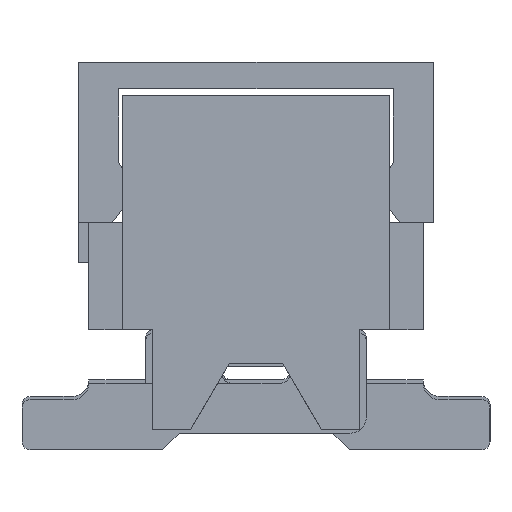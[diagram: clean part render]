
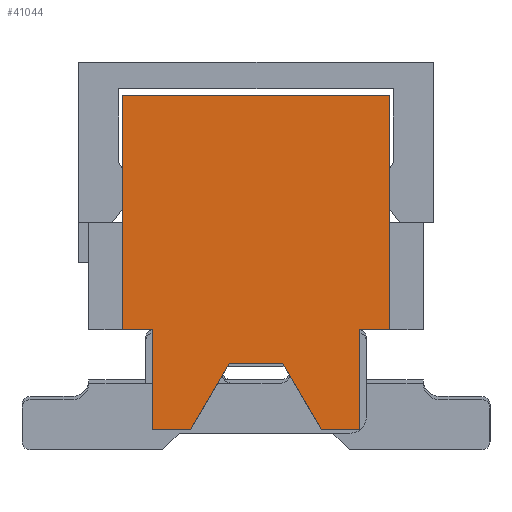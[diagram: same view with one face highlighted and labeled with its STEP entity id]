
A CAD part, left-side view. The second image highlights one B-rep face of the part: STEP entity #41044.
In plain terms, the highlighted planar face has unit normal (-1, 0, 0).
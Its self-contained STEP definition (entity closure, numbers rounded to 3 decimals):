
#5302=ORIENTED_EDGE('',*,*,#11451,.F.);
#5303=ORIENTED_EDGE('',*,*,#12788,.F.);
#5304=ORIENTED_EDGE('',*,*,#12800,.F.);
#5305=ORIENTED_EDGE('',*,*,#12802,.F.);
#5306=ORIENTED_EDGE('',*,*,#12806,.F.);
#5307=ORIENTED_EDGE('',*,*,#12809,.F.);
#5308=ORIENTED_EDGE('',*,*,#12812,.F.);
#5309=ORIENTED_EDGE('',*,*,#12815,.F.);
#5310=ORIENTED_EDGE('',*,*,#12817,.F.);
#5311=ORIENTED_EDGE('',*,*,#12781,.F.);
#5312=ORIENTED_EDGE('',*,*,#11458,.T.);
#5313=ORIENTED_EDGE('',*,*,#12357,.F.);
#5314=ORIENTED_EDGE('',*,*,#12866,.F.);
#5315=ORIENTED_EDGE('',*,*,#12368,.F.);
#11451=EDGE_CURVE('',#15885,#15886,#18696,.T.);
#11458=EDGE_CURVE('',#15891,#15892,#18703,.T.);
#12357=EDGE_CURVE('',#16469,#15892,#19602,.T.);
#12368=EDGE_CURVE('',#15886,#16472,#19613,.T.);
#12781=EDGE_CURVE('',#15891,#16525,#20026,.T.);
#12788=EDGE_CURVE('',#16526,#15885,#20033,.T.);
#12800=EDGE_CURVE('',#16527,#16526,#20045,.T.);
#12802=EDGE_CURVE('',#16528,#16527,#20047,.T.);
#12806=EDGE_CURVE('',#16530,#16528,#20051,.T.);
#12809=EDGE_CURVE('',#16532,#16530,#20054,.T.);
#12812=EDGE_CURVE('',#16533,#16532,#20057,.T.);
#12815=EDGE_CURVE('',#16534,#16533,#20060,.T.);
#12817=EDGE_CURVE('',#16525,#16534,#20062,.T.);
#12866=EDGE_CURVE('',#16472,#16469,#20111,.T.);
#15885=VERTEX_POINT('',#55285);
#15886=VERTEX_POINT('',#55286);
#15891=VERTEX_POINT('',#55300);
#15892=VERTEX_POINT('',#55301);
#16469=VERTEX_POINT('',#57074);
#16472=VERTEX_POINT('',#57089);
#16525=VERTEX_POINT('',#57703);
#16526=VERTEX_POINT('',#57710);
#16527=VERTEX_POINT('',#57728);
#16528=VERTEX_POINT('',#57732);
#16530=VERTEX_POINT('',#57739);
#16532=VERTEX_POINT('',#57745);
#16533=VERTEX_POINT('',#57750);
#16534=VERTEX_POINT('',#57755);
#18696=LINE('',#55284,#22536);
#18703=LINE('',#55299,#22543);
#19602=LINE('',#57073,#23442);
#19613=LINE('',#57088,#23453);
#20026=LINE('',#57702,#23866);
#20033=LINE('',#57711,#23873);
#20045=LINE('',#57729,#23885);
#20047=LINE('',#57733,#23887);
#20051=LINE('',#57740,#23891);
#20054=LINE('',#57746,#23894);
#20057=LINE('',#57751,#23897);
#20060=LINE('',#57756,#23900);
#20062=LINE('',#57759,#23902);
#20111=LINE('',#57835,#23951);
#22536=VECTOR('',#46200,1000.);
#22543=VECTOR('',#46211,1000.);
#23442=VECTOR('',#47704,1000.);
#23453=VECTOR('',#47717,1000.);
#23866=VECTOR('',#48426,1000.);
#23873=VECTOR('',#48433,1000.);
#23885=VECTOR('',#48455,1000.);
#23887=VECTOR('',#48459,1000.);
#23891=VECTOR('',#48465,1000.);
#23894=VECTOR('',#48470,1000.);
#23897=VECTOR('',#48475,1000.);
#23900=VECTOR('',#48480,1000.);
#23902=VECTOR('',#48484,1000.);
#23951=VECTOR('',#48571,1000.);
#25972=EDGE_LOOP('',(#5302,#5303,#5304,#5305,#5306,#5307,#5308,#5309,#5310,
#5311,#5312,#5313,#5314,#5315));
#27573=FACE_BOUND('',#25972,.T.);
#29142=PLANE('',#42752);
#41044=ADVANCED_FACE('',(#27573),#29142,.F.);
#42752=AXIS2_PLACEMENT_3D('',#57834,#48569,#48570);
#46200=DIRECTION('',(0.,0.,1.));
#46211=DIRECTION('',(0.,0.,1.));
#47704=DIRECTION('',(0.,0.,-1.));
#47717=DIRECTION('',(0.,0.,1.));
#48426=DIRECTION('',(0.,1.,0.));
#48433=DIRECTION('',(0.,1.,0.));
#48455=DIRECTION('',(0.,0.,1.));
#48459=DIRECTION('',(0.,1.,0.));
#48465=DIRECTION('',(0.,0.502,-0.865));
#48470=DIRECTION('',(0.,1.,0.));
#48475=DIRECTION('',(0.,0.502,0.865));
#48480=DIRECTION('',(0.,1.,0.));
#48484=DIRECTION('',(0.,0.,-1.));
#48569=DIRECTION('',(1.,0.,0.));
#48570=DIRECTION('',(0.,0.,-1.));
#48571=DIRECTION('',(0.,-1.,0.));
#55284=CARTESIAN_POINT('',(-10.425,2.,-0.8));
#55285=CARTESIAN_POINT('',(-10.425,2.,-0.8));
#55286=CARTESIAN_POINT('',(-10.425,2.,0.8));
#55299=CARTESIAN_POINT('',(-10.425,-2.,-0.8));
#55300=CARTESIAN_POINT('',(-10.425,-2.,-0.8));
#55301=CARTESIAN_POINT('',(-10.425,-2.,0.8));
#57073=CARTESIAN_POINT('',(-10.425,-2.,2.7));
#57074=CARTESIAN_POINT('',(-10.425,-2.,2.7));
#57088=CARTESIAN_POINT('',(-10.425,2.,0.8));
#57089=CARTESIAN_POINT('',(-10.425,2.,2.7));
#57702=CARTESIAN_POINT('',(-10.425,-2.5,-0.8));
#57703=CARTESIAN_POINT('',(-10.425,-1.55,-0.8));
#57710=CARTESIAN_POINT('',(-10.425,1.55,-0.8));
#57711=CARTESIAN_POINT('',(-10.425,2.5,-0.8));
#57728=CARTESIAN_POINT('',(-10.425,1.55,-2.3));
#57729=CARTESIAN_POINT('',(-10.425,1.55,-0.8));
#57732=CARTESIAN_POINT('',(-10.425,0.98,-2.3));
#57733=CARTESIAN_POINT('',(-10.425,0.98,-2.3));
#57739=CARTESIAN_POINT('',(-10.425,0.4,-1.3));
#57740=CARTESIAN_POINT('',(-10.425,0.4,-1.3));
#57745=CARTESIAN_POINT('',(-10.425,-0.4,-1.3));
#57746=CARTESIAN_POINT('',(-10.425,-0.4,-1.3));
#57750=CARTESIAN_POINT('',(-10.425,-0.98,-2.3));
#57751=CARTESIAN_POINT('',(-10.425,-0.98,-2.3));
#57755=CARTESIAN_POINT('',(-10.425,-1.55,-2.3));
#57756=CARTESIAN_POINT('',(-10.425,-1.55,-2.3));
#57759=CARTESIAN_POINT('',(-10.425,-1.55,-0.8));
#57834=CARTESIAN_POINT('',(-10.425,0.,0.));
#57835=CARTESIAN_POINT('',(-10.425,2.,2.7));
